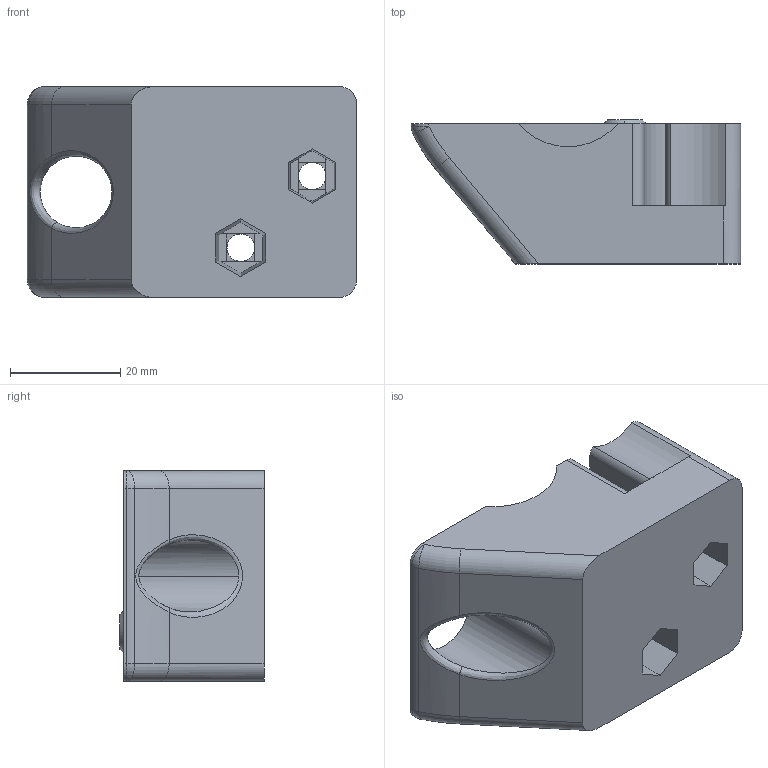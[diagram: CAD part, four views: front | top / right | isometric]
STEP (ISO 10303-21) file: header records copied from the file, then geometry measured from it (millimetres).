
FILE_DESCRIPTION (( 'STEP AP214' ), '1' );
FILE_NAME ('Cross Corner 1B.STEP', '2021-07-03T02:15:03', ( '' ), ( '' ), 'SwSTEP 2.0', 'SolidWorks 2018', '' );
FILE_SCHEMA (( 'AUTOMOTIVE_DESIGN' ));
Length unit declared in the file: millimetre
Products named in the file (1): Cross Corner 1B
Bounding box: 59.68 x 26.1 x 38.19 mm (x, y, z)
Volume: 40267.9 mm3; surface area: 10035.3 mm2
Topology: 1 solids, 1 shells, 96 faces, 244 edges, 149 vertices
Faces by surface type: plane 62, cylinder 24, cone 4, bspline 2, torus 2, sphere 2
Entity records: 3156 total; most frequent: CARTESIAN_POINT 793, DIRECTION 488, ORIENTED_EDGE 484, EDGE_CURVE 242, VECTOR 170, LINE 170, AXIS2_PLACEMENT_3D 159, VERTEX_POINT 149
